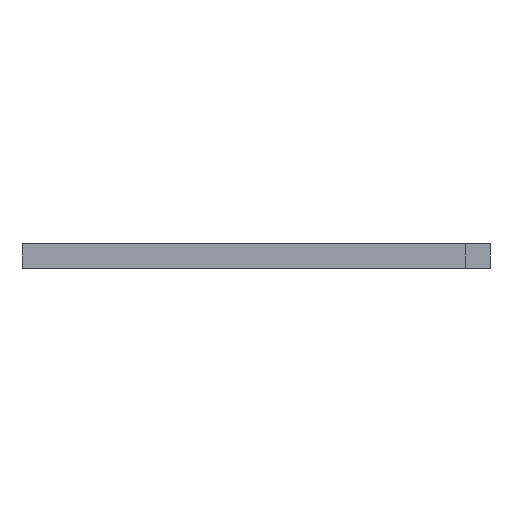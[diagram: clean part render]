
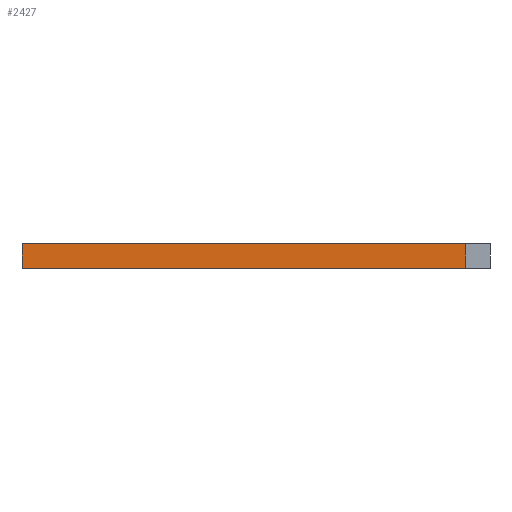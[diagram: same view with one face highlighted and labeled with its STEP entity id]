
A CAD part, left-side view. The second image highlights one B-rep face of the part: STEP entity #2427.
In plain terms, the highlighted planar face has unit normal (-1, 0, 0).
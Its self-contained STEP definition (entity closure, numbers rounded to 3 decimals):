
#44 = CARTESIAN_POINT ( 'NONE',  ( -105., -46., 2.5 ) ) ;
#352 = ORIENTED_EDGE ( 'NONE', *, *, #2581, .T. ) ;
#381 = ORIENTED_EDGE ( 'NONE', *, *, #683, .F. ) ;
#519 = DIRECTION ( 'NONE',  ( 0., 0., -1. ) ) ;
#523 = VECTOR ( 'NONE', #695, 1000. ) ;
#555 = AXIS2_PLACEMENT_3D ( 'NONE', #2357, #1770, #519 ) ;
#571 = CARTESIAN_POINT ( 'NONE',  ( -105., 46., -2.5 ) ) ;
#683 = EDGE_CURVE ( 'NONE', #1540, #849, #1492, .T. ) ;
#695 = DIRECTION ( 'NONE',  ( 0., 0., -1. ) ) ;
#715 = PLANE ( 'NONE',  #555 ) ;
#724 = DIRECTION ( 'NONE',  ( 0., -1., 0. ) ) ;
#842 = VECTOR ( 'NONE', #2012, 1000. ) ;
#849 = VERTEX_POINT ( 'NONE', #2330 ) ;
#853 = DIRECTION ( 'NONE',  ( 0., -1., 0. ) ) ;
#952 = CARTESIAN_POINT ( 'NONE',  ( -105., -46., 2.5 ) ) ;
#1061 = EDGE_CURVE ( 'NONE', #1695, #1540, #1109, .T. ) ;
#1094 = ORIENTED_EDGE ( 'NONE', *, *, #1061, .F. ) ;
#1109 = LINE ( 'NONE', #44, #1146 ) ;
#1146 = VECTOR ( 'NONE', #853, 1000. ) ;
#1240 = FACE_OUTER_BOUND ( 'NONE', #2119, .T. ) ;
#1336 = CARTESIAN_POINT ( 'NONE',  ( -105., -46., -2.5 ) ) ;
#1434 = CARTESIAN_POINT ( 'NONE',  ( -105., -46., 2.5 ) ) ;
#1492 = LINE ( 'NONE', #952, #523 ) ;
#1540 = VERTEX_POINT ( 'NONE', #1434 ) ;
#1695 = VERTEX_POINT ( 'NONE', #1962 ) ;
#1740 = ORIENTED_EDGE ( 'NONE', *, *, #2389, .T. ) ;
#1770 = DIRECTION ( 'NONE',  ( 1., 0., 0. ) ) ;
#1799 = CARTESIAN_POINT ( 'NONE',  ( -105., 46., 2.5 ) ) ;
#1931 = VERTEX_POINT ( 'NONE', #571 ) ;
#1962 = CARTESIAN_POINT ( 'NONE',  ( -105., 46., 2.5 ) ) ;
#2012 = DIRECTION ( 'NONE',  ( 0., 0., -1. ) ) ;
#2119 = EDGE_LOOP ( 'NONE', ( #1740, #381, #1094, #352 ) ) ;
#2185 = LINE ( 'NONE', #1799, #842 ) ;
#2188 = VECTOR ( 'NONE', #724, 1000. ) ;
#2330 = CARTESIAN_POINT ( 'NONE',  ( -105., -46., -2.5 ) ) ;
#2338 = LINE ( 'NONE', #1336, #2188 ) ;
#2357 = CARTESIAN_POINT ( 'NONE',  ( -105., -46., 2.5 ) ) ;
#2389 = EDGE_CURVE ( 'NONE', #1931, #849, #2338, .T. ) ;
#2427 = ADVANCED_FACE ( 'NONE', ( #1240 ), #715, .F. ) ;
#2581 = EDGE_CURVE ( 'NONE', #1695, #1931, #2185, .T. ) ;
